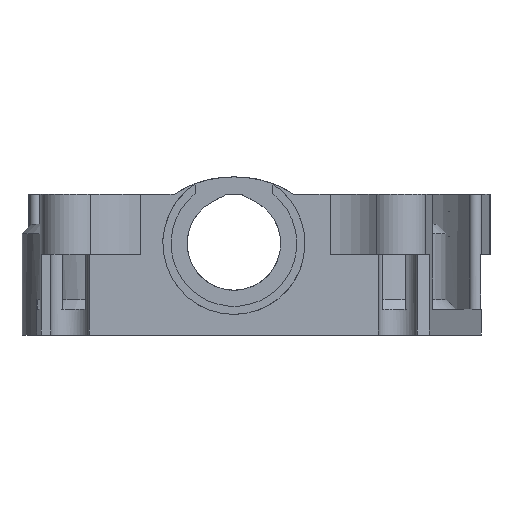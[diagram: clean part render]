
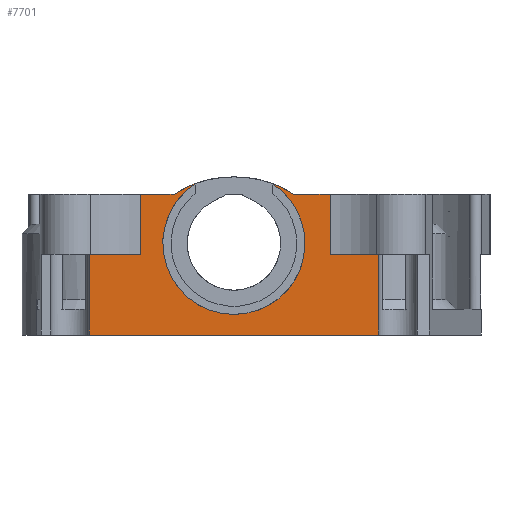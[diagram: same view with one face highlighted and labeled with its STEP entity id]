
A CAD part, front view. The second image highlights one B-rep face of the part: STEP entity #7701.
In plain terms, the highlighted planar face has unit normal (0, -1, 0).
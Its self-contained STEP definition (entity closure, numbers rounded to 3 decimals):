
#918=PLANE('',#8020);
#1293=FACE_OUTER_BOUND('',#1739,.T.);
#1739=EDGE_LOOP('',(#6931,#6932,#6933,#6934,#6935,#6936,#6937,#6938,#6939,
#6940,#6941,#6942,#6943,#6944,#6945));
#2154=LINE('',#14350,#2672);
#2258=LINE('',#15723,#2776);
#2281=LINE('',#15939,#2799);
#2282=LINE('',#15946,#2800);
#2283=LINE('',#15948,#2801);
#2284=LINE('',#15950,#2802);
#2285=LINE('',#15951,#2803);
#2286=LINE('',#15953,#2804);
#2287=LINE('',#15955,#2805);
#2288=LINE('',#15956,#2806);
#2672=VECTOR('',#8670,10.);
#2776=VECTOR('',#9016,10.);
#2799=VECTOR('',#9085,10.);
#2800=VECTOR('',#9092,10.);
#2801=VECTOR('',#9093,10.);
#2802=VECTOR('',#9094,10.);
#2803=VECTOR('',#9095,10.);
#2804=VECTOR('',#9096,10.);
#2805=VECTOR('',#9097,10.);
#2806=VECTOR('',#9098,10.);
#2971=CIRCLE('',#8021,11.);
#2972=CIRCLE('',#8022,0.8);
#2973=CIRCLE('',#8023,11.);
#2974=CIRCLE('',#8024,16.455);
#2975=CIRCLE('',#8025,16.455);
#3543=VERTEX_POINT('',#14347);
#3544=VERTEX_POINT('',#14349);
#3718=VERTEX_POINT('',#15720);
#3719=VERTEX_POINT('',#15722);
#3733=VERTEX_POINT('',#15893);
#3736=VERTEX_POINT('',#15901);
#3749=VERTEX_POINT('',#15936);
#3750=VERTEX_POINT('',#15938);
#3751=VERTEX_POINT('',#15940);
#3752=VERTEX_POINT('',#15943);
#3753=VERTEX_POINT('',#15945);
#3754=VERTEX_POINT('',#15947);
#3755=VERTEX_POINT('',#15949);
#3756=VERTEX_POINT('',#15952);
#3757=VERTEX_POINT('',#15954);
#4567=EDGE_CURVE('',#3543,#3544,#2154,.T.);
#4817=EDGE_CURVE('',#3719,#3718,#2258,.T.);
#4859=EDGE_CURVE('',#3736,#3749,#2971,.T.);
#4860=EDGE_CURVE('',#3749,#3750,#2281,.T.);
#4861=EDGE_CURVE('',#3750,#3751,#2972,.T.);
#4862=EDGE_CURVE('',#3751,#3733,#2973,.T.);
#4863=EDGE_CURVE('',#3733,#3752,#2974,.T.);
#4864=EDGE_CURVE('',#3752,#3753,#2282,.T.);
#4865=EDGE_CURVE('',#3754,#3753,#2283,.T.);
#4866=EDGE_CURVE('',#3754,#3755,#2284,.T.);
#4867=EDGE_CURVE('',#3544,#3755,#2285,.T.);
#4868=EDGE_CURVE('',#3543,#3756,#2286,.T.);
#4869=EDGE_CURVE('',#3756,#3757,#2287,.T.);
#4870=EDGE_CURVE('',#3757,#3719,#2288,.T.);
#4871=EDGE_CURVE('',#3718,#3736,#2975,.T.);
#6931=ORIENTED_EDGE('',*,*,#4859,.T.);
#6932=ORIENTED_EDGE('',*,*,#4860,.T.);
#6933=ORIENTED_EDGE('',*,*,#4861,.T.);
#6934=ORIENTED_EDGE('',*,*,#4862,.T.);
#6935=ORIENTED_EDGE('',*,*,#4863,.T.);
#6936=ORIENTED_EDGE('',*,*,#4864,.T.);
#6937=ORIENTED_EDGE('',*,*,#4865,.F.);
#6938=ORIENTED_EDGE('',*,*,#4866,.T.);
#6939=ORIENTED_EDGE('',*,*,#4867,.F.);
#6940=ORIENTED_EDGE('',*,*,#4567,.F.);
#6941=ORIENTED_EDGE('',*,*,#4868,.T.);
#6942=ORIENTED_EDGE('',*,*,#4869,.T.);
#6943=ORIENTED_EDGE('',*,*,#4870,.T.);
#6944=ORIENTED_EDGE('',*,*,#4817,.T.);
#6945=ORIENTED_EDGE('',*,*,#4871,.T.);
#7701=ADVANCED_FACE('',(#1293),#918,.T.);
#8020=AXIS2_PLACEMENT_3D('',#15935,#9081,#9082);
#8021=AXIS2_PLACEMENT_3D('',#15937,#9083,#9084);
#8022=AXIS2_PLACEMENT_3D('',#15941,#9086,#9087);
#8023=AXIS2_PLACEMENT_3D('',#15942,#9088,#9089);
#8024=AXIS2_PLACEMENT_3D('',#15944,#9090,#9091);
#8025=AXIS2_PLACEMENT_3D('',#15957,#9099,#9100);
#8670=DIRECTION('',(-1.,0.,0.));
#9016=DIRECTION('',(-1.,0.,0.));
#9081=DIRECTION('center_axis',(0.,-1.,0.));
#9082=DIRECTION('ref_axis',(1.,0.,0.));
#9083=DIRECTION('center_axis',(0.,1.,0.));
#9084=DIRECTION('ref_axis',(-1.,0.,0.));
#9085=DIRECTION('',(0.,0.,1.));
#9086=DIRECTION('center_axis',(0.,1.,0.));
#9087=DIRECTION('ref_axis',(-1.,0.,0.));
#9088=DIRECTION('center_axis',(0.,1.,0.));
#9089=DIRECTION('ref_axis',(-1.,0.,0.));
#9090=DIRECTION('center_axis',(0.,-1.,0.));
#9091=DIRECTION('ref_axis',(0.,0.,1.));
#9092=DIRECTION('',(-1.,0.,0.));
#9093=DIRECTION('',(0.,0.,1.));
#9094=DIRECTION('',(-1.,0.,0.));
#9095=DIRECTION('',(0.,0.,1.));
#9096=DIRECTION('',(0.,0.,1.));
#9097=DIRECTION('',(-1.,0.,0.));
#9098=DIRECTION('',(0.,0.,1.));
#9099=DIRECTION('center_axis',(0.,-1.,0.));
#9100=DIRECTION('ref_axis',(0.549,0.,0.836));
#14347=CARTESIAN_POINT('',(22.4,-21.2,0.));
#14349=CARTESIAN_POINT('',(-22.4,-21.2,0.));
#14350=CARTESIAN_POINT('',(-5.502,-21.2,0.));
#15720=CARTESIAN_POINT('',(9.281,-21.2,21.8));
#15722=CARTESIAN_POINT('',(14.9,-21.2,21.8));
#15723=CARTESIAN_POINT('',(-2.599,-21.2,21.8));
#15893=CARTESIAN_POINT('',(-5.841,-21.2,23.521));
#15901=CARTESIAN_POINT('',(5.841,-21.2,23.521));
#15935=CARTESIAN_POINT('Origin',(-14.48,-21.2,0.));
#15936=CARTESIAN_POINT('',(-11.,-21.2,14.2));
#15937=CARTESIAN_POINT('Origin',(0.,-21.2,
14.2));
#15938=CARTESIAN_POINT('',(-11.,-21.2,15.));
#15939=CARTESIAN_POINT('',(-11.,-21.2,7.5));
#15940=CARTESIAN_POINT('',(-10.971,-21.2,14.999));
#15941=CARTESIAN_POINT('Origin',(-11.,-21.2,14.2));
#15942=CARTESIAN_POINT('Origin',(0.,-21.2,14.2));
#15943=CARTESIAN_POINT('',(-9.281,-21.2,21.8));
#15944=CARTESIAN_POINT('Origin',(-0.25,-21.2,8.045));
#15945=CARTESIAN_POINT('',(-14.48,-21.2,21.8));
#15946=CARTESIAN_POINT('',(-25.752,-21.2,21.8));
#15947=CARTESIAN_POINT('',(-14.48,-21.2,12.5));
#15948=CARTESIAN_POINT('',(-14.48,-21.2,0.));
#15949=CARTESIAN_POINT('',(-22.4,-21.2,12.5));
#15950=CARTESIAN_POINT('',(22.4,-21.2,12.5));
#15951=CARTESIAN_POINT('',(-22.4,-21.2,0.));
#15952=CARTESIAN_POINT('',(22.4,-21.2,12.5));
#15953=CARTESIAN_POINT('',(22.4,-21.2,0.));
#15954=CARTESIAN_POINT('',(14.9,-21.2,12.5));
#15955=CARTESIAN_POINT('',(22.4,-21.2,12.5));
#15956=CARTESIAN_POINT('',(14.9,-21.2,0.));
#15957=CARTESIAN_POINT('Origin',(0.25,-21.2,8.045));
